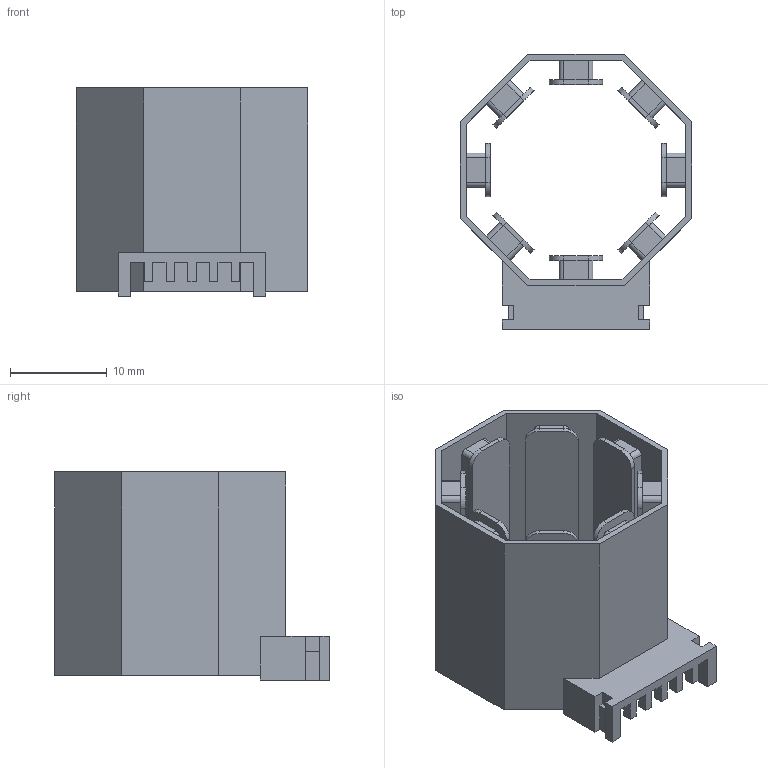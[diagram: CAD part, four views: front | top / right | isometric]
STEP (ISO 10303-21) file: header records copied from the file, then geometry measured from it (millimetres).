
FILE_DESCRIPTION(('FreeCAD Model'),'2;1');
FILE_NAME('Simplified NEMA 11 Stepper Motor.STEP', '2017-09-10T17:31:12',('Author'),(''), 'Open CASCADE STEP processor 6.8','FreeCAD','Unknown');
FILE_SCHEMA(('AUTOMOTIVE_DESIGN_CC2 { 1 2 10303 214 -1 1 5 4 }'));
Length unit declared in the file: millimetre
Products named in the file (1): Centre_Housing001
Bounding box: 23.9 x 28.4 x 21.5 mm (x, y, z)
Volume: 2517.4 mm3; surface area: 5225.3 mm2
Topology: 1 solids, 1 shells, 218 faces, 596 edges, 396 vertices
Faces by surface type: plane 154, cylinder 64
Entity records: 20473 total; most frequent: CARTESIAN_POINT 8931, DIRECTION 2034, LINE 1276, VECTOR 1276, ORIENTED_EDGE 1192, PCURVE 1192, DEFINITIONAL_REPRESENTATION 1192, EDGE_CURVE 596
